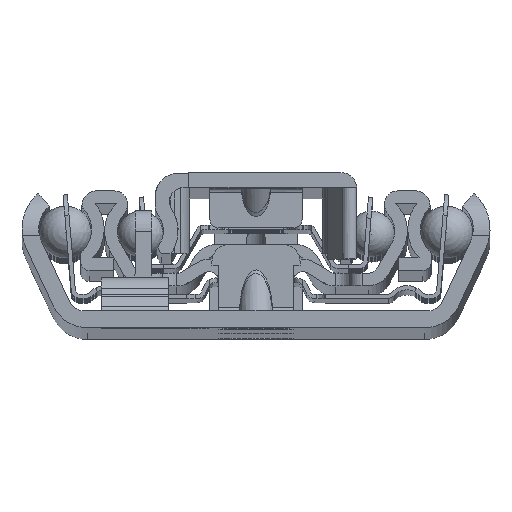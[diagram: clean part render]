
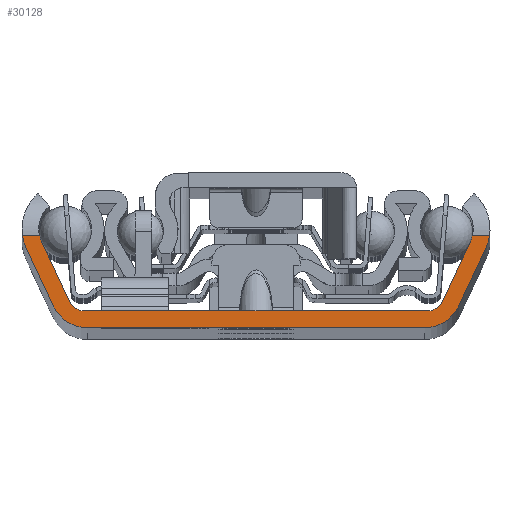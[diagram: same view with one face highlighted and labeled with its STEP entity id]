
A CAD part, top view. The second image highlights one B-rep face of the part: STEP entity #30128.
In plain terms, the highlighted planar face has unit normal (0, 0, 1).
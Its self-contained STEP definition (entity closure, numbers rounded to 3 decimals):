
#909=PLANE('',#42456);
#3081=FACE_OUTER_BOUND('',#5192,.T.);
#5192=EDGE_LOOP('',(#18892,#18893,#18894,#18895,#18896,#18897,#18898,#18899,
#18900,#18901,#18902,#18903,#18904,#18905,#18906,#18907));
#7895=VERTEX_POINT('',#61430);
#7896=VERTEX_POINT('',#61431);
#7944=VERTEX_POINT('',#61593);
#7945=VERTEX_POINT('',#61594);
#8012=VERTEX_POINT('',#61879);
#8014=VERTEX_POINT('',#61894);
#8016=VERTEX_POINT('',#61908);
#8018=VERTEX_POINT('',#61921);
#8019=VERTEX_POINT('',#61936);
#8025=VERTEX_POINT('',#61961);
#8026=VERTEX_POINT('',#61963);
#8027=VERTEX_POINT('',#61966);
#8028=VERTEX_POINT('',#61968);
#8029=VERTEX_POINT('',#61971);
#8030=VERTEX_POINT('',#61973);
#8031=VERTEX_POINT('',#61976);
#12096=EDGE_CURVE('',#7895,#7896,#34597,.T.);
#12155=EDGE_CURVE('',#7944,#7945,#34636,.T.);
#12275=EDGE_CURVE('',#8012,#8014,#34725,.T.);
#12279=EDGE_CURVE('',#8016,#8018,#34726,.T.);
#12280=EDGE_CURVE('',#8016,#8019,#32278,.T.);
#12288=EDGE_CURVE('',#8025,#8018,#32280,.T.);
#12289=EDGE_CURVE('',#8026,#8025,#34731,.T.);
#12290=EDGE_CURVE('',#7896,#8026,#32281,.T.);
#12291=EDGE_CURVE('',#8027,#7895,#32282,.T.);
#12292=EDGE_CURVE('',#8028,#8027,#34732,.T.);
#12293=EDGE_CURVE('',#8012,#8028,#32283,.T.);
#12294=EDGE_CURVE('',#8029,#8014,#32284,.T.);
#12295=EDGE_CURVE('',#8030,#8029,#34733,.T.);
#12296=EDGE_CURVE('',#7945,#8030,#32285,.T.);
#12297=EDGE_CURVE('',#8031,#7944,#32286,.T.);
#12298=EDGE_CURVE('',#8019,#8031,#34734,.T.);
#18892=ORIENTED_EDGE('',*,*,#12279,.T.);
#18893=ORIENTED_EDGE('',*,*,#12288,.F.);
#18894=ORIENTED_EDGE('',*,*,#12289,.F.);
#18895=ORIENTED_EDGE('',*,*,#12290,.F.);
#18896=ORIENTED_EDGE('',*,*,#12096,.F.);
#18897=ORIENTED_EDGE('',*,*,#12291,.F.);
#18898=ORIENTED_EDGE('',*,*,#12292,.F.);
#18899=ORIENTED_EDGE('',*,*,#12293,.F.);
#18900=ORIENTED_EDGE('',*,*,#12275,.T.);
#18901=ORIENTED_EDGE('',*,*,#12294,.F.);
#18902=ORIENTED_EDGE('',*,*,#12295,.F.);
#18903=ORIENTED_EDGE('',*,*,#12296,.F.);
#18904=ORIENTED_EDGE('',*,*,#12155,.F.);
#18905=ORIENTED_EDGE('',*,*,#12297,.F.);
#18906=ORIENTED_EDGE('',*,*,#12298,.F.);
#18907=ORIENTED_EDGE('',*,*,#12280,.F.);
#30128=ADVANCED_FACE('',(#3081),#909,.T.);
#32278=CIRCLE('',#42452,3.5);
#32280=CIRCLE('',#42457,5.5);
#32281=CIRCLE('',#42458,4.5);
#32282=CIRCLE('',#42459,4.5);
#32283=CIRCLE('',#42460,5.5);
#32284=CIRCLE('',#42461,3.5);
#32285=CIRCLE('',#42462,2.);
#32286=CIRCLE('',#42463,2.);
#34597=LINE('',#61432,#38406);
#34636=LINE('',#61595,#38445);
#34725=LINE('',#61905,#38534);
#34726=LINE('',#61934,#38535);
#34731=LINE('',#61964,#38540);
#34732=LINE('',#61969,#38541);
#34733=LINE('',#61974,#38542);
#34734=LINE('',#61978,#38543);
#38406=VECTOR('',#47352,40.199);
#38445=VECTOR('',#47443,40.836);
#38534=VECTOR('',#47686,2.034);
#38535=VECTOR('',#47691,2.034);
#38540=VECTOR('',#47710,7.588);
#38541=VECTOR('',#47715,7.588);
#38542=VECTOR('',#47720,7.907);
#38543=VECTOR('',#47725,7.907);
#42452=AXIS2_PLACEMENT_3D('',#61937,#47694,#47695);
#42456=AXIS2_PLACEMENT_3D('',#61960,#47706,#47707);
#42457=AXIS2_PLACEMENT_3D('',#61962,#47708,#47709);
#42458=AXIS2_PLACEMENT_3D('',#61965,#47711,#47712);
#42459=AXIS2_PLACEMENT_3D('',#61967,#47713,#47714);
#42460=AXIS2_PLACEMENT_3D('',#61970,#47716,#47717);
#42461=AXIS2_PLACEMENT_3D('',#61972,#47718,#47719);
#42462=AXIS2_PLACEMENT_3D('',#61975,#47721,#47722);
#42463=AXIS2_PLACEMENT_3D('',#61977,#47723,#47724);
#47352=DIRECTION('',(-1.,0.,0.));
#47443=DIRECTION('',(1.,0.,0.));
#47686=DIRECTION('',(-1.,0.,0.));
#47691=DIRECTION('',(-1.,0.,0.));
#47694=DIRECTION('center_axis',(0.,0.,1.));
#47695=DIRECTION('ref_axis',(0.643,-0.766,0.));
#47706=DIRECTION('center_axis',(0.,0.,1.));
#47707=DIRECTION('ref_axis',(1.,0.,0.));
#47708=DIRECTION('center_axis',(0.,0.,-1.));
#47709=DIRECTION('ref_axis',(-0.646,0.764,0.));
#47710=DIRECTION('',(-0.423,0.906,0.));
#47711=DIRECTION('center_axis',(0.,0.,-1.));
#47712=DIRECTION('ref_axis',(-0.906,-0.423,0.));
#47713=DIRECTION('center_axis',(0.,0.,-1.));
#47714=DIRECTION('ref_axis',(0.,-1.,0.));
#47715=DIRECTION('',(-0.423,-0.906,0.));
#47716=DIRECTION('center_axis',(0.,0.,-1.));
#47717=DIRECTION('ref_axis',(0.906,-0.423,0.));
#47718=DIRECTION('center_axis',(0.,0.,1.));
#47719=DIRECTION('ref_axis',(-0.906,0.423,0.));
#47720=DIRECTION('',(0.423,0.906,0.));
#47721=DIRECTION('center_axis',(0.,0.,1.));
#47722=DIRECTION('ref_axis',(0.,1.,0.));
#47723=DIRECTION('center_axis',(0.,0.,1.));
#47724=DIRECTION('ref_axis',(0.906,0.423,0.));
#47725=DIRECTION('',(0.423,-0.906,0.));
#61430=CARTESIAN_POINT('',(20.099,0.,800.));
#61431=CARTESIAN_POINT('',(-20.099,0.,800.));
#61432=CARTESIAN_POINT('',(-20.099,0.,800.));
#61593=CARTESIAN_POINT('',(-20.418,2.,800.));
#61594=CARTESIAN_POINT('',(20.418,2.,800.));
#61595=CARTESIAN_POINT('',(20.418,2.,800.));
#61879=CARTESIAN_POINT('',(27.842,11.,800.));
#61894=CARTESIAN_POINT('',(25.807,11.,800.));
#61905=CARTESIAN_POINT('',(0.,11.,800.));
#61908=CARTESIAN_POINT('',(-25.807,11.,800.));
#61921=CARTESIAN_POINT('',(-27.842,11.,800.));
#61934=CARTESIAN_POINT('',(0.,11.,800.));
#61936=CARTESIAN_POINT('',(-25.572,10.321,800.));
#61937=CARTESIAN_POINT('Origin',(-22.4,11.8,800.));
#61960=CARTESIAN_POINT('Origin',(0.,4.283,
800.));
#61961=CARTESIAN_POINT('',(-27.385,9.476,800.));
#61962=CARTESIAN_POINT('Origin',(-22.4,11.8,800.));
#61963=CARTESIAN_POINT('',(-24.178,2.598,800.));
#61964=CARTESIAN_POINT('',(-27.385,9.476,800.));
#61965=CARTESIAN_POINT('Origin',(-20.099,4.5,800.));
#61966=CARTESIAN_POINT('',(24.178,2.598,800.));
#61967=CARTESIAN_POINT('Origin',(20.099,4.5,800.));
#61968=CARTESIAN_POINT('',(27.385,9.476,800.));
#61969=CARTESIAN_POINT('',(24.178,2.598,800.));
#61970=CARTESIAN_POINT('Origin',(22.4,11.8,800.));
#61971=CARTESIAN_POINT('',(25.572,10.321,800.));
#61972=CARTESIAN_POINT('Origin',(22.4,11.8,800.));
#61973=CARTESIAN_POINT('',(22.23,3.155,800.));
#61974=CARTESIAN_POINT('',(25.572,10.321,800.));
#61975=CARTESIAN_POINT('Origin',(20.418,4.,800.));
#61976=CARTESIAN_POINT('',(-22.23,3.155,800.));
#61977=CARTESIAN_POINT('Origin',(-20.418,4.,800.));
#61978=CARTESIAN_POINT('',(-22.23,3.155,800.));
